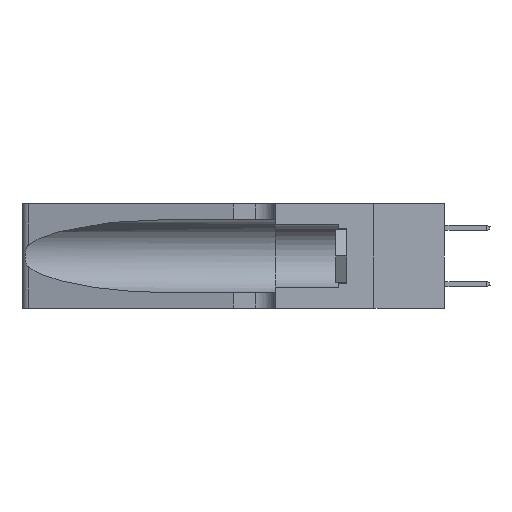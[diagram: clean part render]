
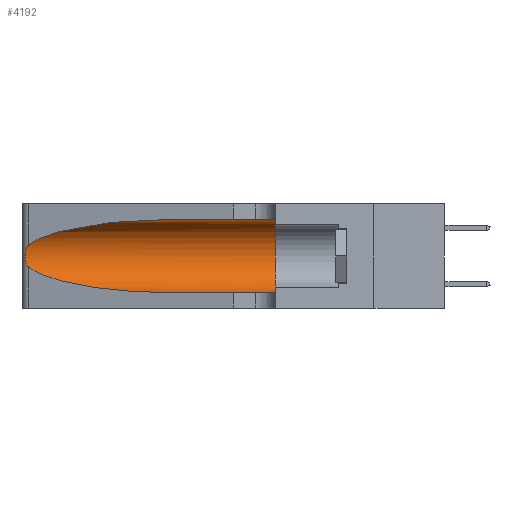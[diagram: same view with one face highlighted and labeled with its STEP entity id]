
A CAD part, left-side view. The second image highlights one B-rep face of the part: STEP entity #4192.
In plain terms, the highlighted cylindrical face has radius 3.308 mm (diameter 6.617 mm), a partial arc.
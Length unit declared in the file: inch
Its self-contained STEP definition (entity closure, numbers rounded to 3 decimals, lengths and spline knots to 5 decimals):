
#63 = DIRECTION ( 'NONE',  ( 0., 0., -1. ) ) ;
#85 = CARTESIAN_POINT ( 'NONE',  ( 0.26017, 1.23833, 0.17102 ) ) ;
#226 = CARTESIAN_POINT ( 'NONE',  ( 0.26075, 1.23896, 0.178 ) ) ;
#292 = CARTESIAN_POINT ( 'NONE',  ( 0.25789, 1.23486, 0.15765 ) ) ;
#491 = CARTESIAN_POINT ( 'NONE',  ( 0.1305, 0.35, 0.185 ) ) ;
#808 = ORIENTED_EDGE ( 'NONE', *, *, #5311, .T. ) ;
#1369 = AXIS2_PLACEMENT_3D ( 'NONE', #1583, #12489, #63 ) ;
#1583 = CARTESIAN_POINT ( 'NONE',  ( 0.1305, 1.61858, 0.185 ) ) ;
#1604 = CARTESIAN_POINT ( 'NONE',  ( 0.25856, 1.23593, 0.16098 ) ) ;
#1605 = DIRECTION ( 'NONE',  ( 0., -1., 0. ) ) ;
#1836 = CARTESIAN_POINT ( 'NONE',  ( 0.2373, 1.15595, 0.08982 ) ) ;
#1945 = ORIENTED_EDGE ( 'NONE', *, *, #6102, .T. ) ;
#2706 = VERTEX_POINT ( 'NONE', #16527 ) ;
#3115 =( BOUNDED_CURVE ( )  B_SPLINE_CURVE ( 3, ( #19636, #17020, #6313, #17228 ),
 .UNSPECIFIED., .F., .T. ) 
 B_SPLINE_CURVE_WITH_KNOTS ( ( 4, 4 ),
 ( 1.5708, 2.84003 ),
 .UNSPECIFIED. ) 
 CURVE ( )  GEOMETRIC_REPRESENTATION_ITEM ( )  RATIONAL_B_SPLINE_CURVE ( ( 1., 0.87, 0.87, 1. ) ) 
 REPRESENTATION_ITEM ( '' )  );
#3236 = CARTESIAN_POINT ( 'NONE',  ( 0.26075, 1.23896, 0.19203 ) ) ;
#3278 = FACE_OUTER_BOUND ( 'NONE', #8578, .T. ) ;
#3445 = DIRECTION ( 'NONE',  ( 0., 0., 1. ) ) ;
#4192 = ADVANCED_FACE ( 'NONE', ( #3278 ), #4477, .F. ) ;
#4477 = CYLINDRICAL_SURFACE ( 'NONE', #1369, 0.13025 ) ;
#5311 = EDGE_CURVE ( 'NONE', #16308, #2706, #3115, .T. ) ;
#5353 = VERTEX_POINT ( 'NONE', #12376 ) ;
#5960 = CARTESIAN_POINT ( 'NONE',  ( 0.25555, 1.22994, 0.2215 ) ) ;
#6102 = EDGE_CURVE ( 'NONE', #8749, #5353, #12729, .T. ) ;
#6313 = CARTESIAN_POINT ( 'NONE',  ( 0.2373, 1.15595, 0.28018 ) ) ;
#6876 = VECTOR ( 'NONE', #1605, 39.37008 ) ;
#6974 = DIRECTION ( 'NONE',  ( 0., -1., 0. ) ) ;
#7788 = CARTESIAN_POINT ( 'NONE',  ( 0.25555, 1.22993, 0.14849 ) ) ;
#8090 = CARTESIAN_POINT ( 'NONE',  ( 0.25487, 1.22718, 0.14631 ) ) ;
#8288 = CARTESIAN_POINT ( 'NONE',  ( 0.18966, 0.96281, 0.05475 ) ) ;
#8536 = EDGE_CURVE ( 'NONE', #2706, #12362, #19133, .T. ) ;
#8578 = EDGE_LOOP ( 'NONE', ( #808, #15168, #18926, #1945, #15392, #11581 ) ) ;
#8749 = VERTEX_POINT ( 'NONE', #14630 ) ;
#10673 = CARTESIAN_POINT ( 'NONE',  ( 0.25787, 1.23484, 0.2124 ) ) ;
#10953 = CARTESIAN_POINT ( 'NONE',  ( 0.25639, 1.23186, 0.15144 ) ) ;
#10955 = CARTESIAN_POINT ( 'NONE',  ( 0.1305, 1.61858, 0.05475 ) ) ;
#11581 = ORIENTED_EDGE ( 'NONE', *, *, #14939, .F. ) ;
#11620 =( BOUNDED_CURVE ( )  B_SPLINE_CURVE ( 3, ( #8090, #1836, #8288, #17521 ),
 .UNSPECIFIED., .F., .F. ) 
 B_SPLINE_CURVE_WITH_KNOTS ( ( 4, 4 ),
 ( 3.44316, 4.71239 ),
 .UNSPECIFIED. ) 
 CURVE ( )  GEOMETRIC_REPRESENTATION_ITEM ( )  RATIONAL_B_SPLINE_CURVE ( ( 1., 0.87, 0.87, 1. ) ) 
 REPRESENTATION_ITEM ( '' )  );
#12012 = CIRCLE ( 'NONE', #18660, 0.13025 ) ;
#12074 = VECTOR ( 'NONE', #6974, 39.37008 ) ;
#12362 = VERTEX_POINT ( 'NONE', #16582 ) ;
#12376 = CARTESIAN_POINT ( 'NONE',  ( 0.1305, 0.35, 0.05475 ) ) ;
#12489 = DIRECTION ( 'NONE',  ( 0., -1., 0. ) ) ;
#12729 = LINE ( 'NONE', #10955, #6876 ) ;
#13073 = CARTESIAN_POINT ( 'NONE',  ( 0.1305, 0.35, 0.31525 ) ) ;
#14223 = CARTESIAN_POINT ( 'NONE',  ( 0.25854, 1.2359, 0.20912 ) ) ;
#14630 = CARTESIAN_POINT ( 'NONE',  ( 0.1305, 0.72297, 0.05475 ) ) ;
#14939 = EDGE_CURVE ( 'NONE', #16308, #17143, #17471, .T. ) ;
#15168 = ORIENTED_EDGE ( 'NONE', *, *, #8536, .T. ) ;
#15307 = CARTESIAN_POINT ( 'NONE',  ( 0.25487, 1.22718, 0.22369 ) ) ;
#15392 = ORIENTED_EDGE ( 'NONE', *, *, #15772, .F. ) ;
#15772 = EDGE_CURVE ( 'NONE', #17143, #5353, #12012, .T. ) ;
#16308 = VERTEX_POINT ( 'NONE', #18906 ) ;
#16527 = CARTESIAN_POINT ( 'NONE',  ( 0.25487, 1.22718, 0.22369 ) ) ;
#16582 = CARTESIAN_POINT ( 'NONE',  ( 0.25487, 1.22718, 0.14631 ) ) ;
#16882 = CARTESIAN_POINT ( 'NONE',  ( 0.25639, 1.23184, 0.21858 ) ) ;
#17020 = CARTESIAN_POINT ( 'NONE',  ( 0.18966, 0.96281, 0.31525 ) ) ;
#17143 = VERTEX_POINT ( 'NONE', #13073 ) ;
#17228 = CARTESIAN_POINT ( 'NONE',  ( 0.25487, 1.22718, 0.22369 ) ) ;
#17370 = CARTESIAN_POINT ( 'NONE',  ( 0.25487, 1.22718, 0.14631 ) ) ;
#17439 = DIRECTION ( 'NONE',  ( 0., 1., 0. ) ) ;
#17471 = LINE ( 'NONE', #19395, #12074 ) ;
#17521 = CARTESIAN_POINT ( 'NONE',  ( 0.1305, 0.72297, 0.05475 ) ) ;
#17583 = EDGE_CURVE ( 'NONE', #12362, #8749, #11620, .T. ) ;
#18660 = AXIS2_PLACEMENT_3D ( 'NONE', #491, #17439, #3445 ) ;
#18732 = CARTESIAN_POINT ( 'NONE',  ( 0.26018, 1.23835, 0.19895 ) ) ;
#18906 = CARTESIAN_POINT ( 'NONE',  ( 0.1305, 0.72297, 0.31525 ) ) ;
#18926 = ORIENTED_EDGE ( 'NONE', *, *, #17583, .T. ) ;
#19133 = B_SPLINE_CURVE_WITH_KNOTS ( 'NONE', 3,
 ( #15307, #5960, #16882, #10673, #14223, #18732, #3236, #226, #85, #1604, #292, #10953, #7788, #17370 ),
 .UNSPECIFIED., .F., .F.,
 ( 4, 2, 2, 2, 2, 2, 4 ),
 ( 0., 0.00027, 0.00053, 0.00107, 0.0016, 0.00187, 0.00214 ),
 .UNSPECIFIED. ) ;
#19395 = CARTESIAN_POINT ( 'NONE',  ( 0.1305, 1.61858, 0.31525 ) ) ;
#19636 = CARTESIAN_POINT ( 'NONE',  ( 0.1305, 0.72297, 0.31525 ) ) ;
